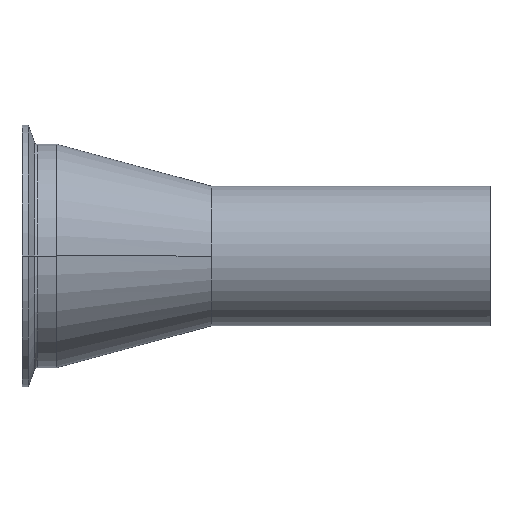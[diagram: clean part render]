
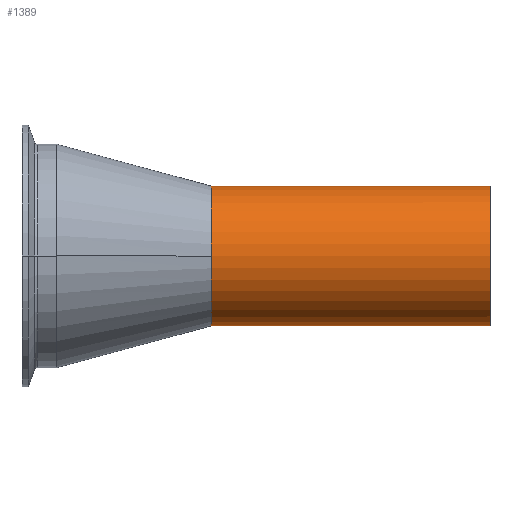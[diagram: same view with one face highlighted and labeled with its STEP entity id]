
A CAD part, left-side view. The second image highlights one B-rep face of the part: STEP entity #1389.
In plain terms, the highlighted cylindrical face has radius 31.75 mm (diameter 63.5 mm), a partial arc.
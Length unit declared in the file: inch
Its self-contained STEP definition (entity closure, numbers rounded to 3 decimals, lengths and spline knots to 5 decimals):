
#104 = FACE_OUTER_BOUND ( 'NONE', #1533, .T. ) ;
#124 = ORIENTED_EDGE ( 'NONE', *, *, #1416, .F. ) ;
#222 = CARTESIAN_POINT ( 'NONE',  ( 0., -4.99213, 1.25 ) ) ;
#263 = DIRECTION ( 'NONE',  ( 0., 1., 0. ) ) ;
#299 = AXIS2_PLACEMENT_3D ( 'NONE', #1751, #324, #1047 ) ;
#324 = DIRECTION ( 'NONE',  ( 0., 1., 0. ) ) ;
#353 = DIRECTION ( 'NONE',  ( 0., -1., 0. ) ) ;
#395 = CARTESIAN_POINT ( 'NONE',  ( 0., 0., 0. ) ) ;
#419 = ORIENTED_EDGE ( 'NONE', *, *, #857, .F. ) ;
#427 = CARTESIAN_POINT ( 'NONE',  ( 0., -4.99213, 1.25 ) ) ;
#529 = VECTOR ( 'NONE', #1711, 39.37008 ) ;
#549 = ORIENTED_EDGE ( 'NONE', *, *, #1719, .F. ) ;
#552 = VERTEX_POINT ( 'NONE', #1087 ) ;
#565 = ORIENTED_EDGE ( 'NONE', *, *, #608, .T. ) ;
#608 = EDGE_CURVE ( 'NONE', #1332, #1648, #1429, .T. ) ;
#688 = DIRECTION ( 'NONE',  ( 0., 0., 1. ) ) ;
#691 = CYLINDRICAL_SURFACE ( 'NONE', #853, 1.25 ) ;
#730 = VERTEX_POINT ( 'NONE', #1407 ) ;
#741 = CARTESIAN_POINT ( 'NONE',  ( 0., -4.99213, -1.25 ) ) ;
#791 = LINE ( 'NONE', #741, #1020 ) ;
#853 = AXIS2_PLACEMENT_3D ( 'NONE', #1098, #263, #688 ) ;
#857 = EDGE_CURVE ( 'NONE', #730, #552, #1137, .T. ) ;
#871 = CIRCLE ( 'NONE', #299, 1.25 ) ;
#898 = AXIS2_PLACEMENT_3D ( 'NONE', #395, #1370, #1676 ) ;
#972 = CIRCLE ( 'NONE', #1715, 1.25 ) ;
#1020 = VECTOR ( 'NONE', #1048, 39.37008 ) ;
#1047 = DIRECTION ( 'NONE',  ( 0., 0., 1. ) ) ;
#1048 = DIRECTION ( 'NONE',  ( 0., 1., 0. ) ) ;
#1087 = CARTESIAN_POINT ( 'NONE',  ( -1.24999, 0., -0.00393 ) ) ;
#1098 = CARTESIAN_POINT ( 'NONE',  ( 0., -4.99213, 0. ) ) ;
#1137 = CIRCLE ( 'NONE', #898, 1.25 ) ;
#1172 = CARTESIAN_POINT ( 'NONE',  ( 0., 0., 1.25 ) ) ;
#1301 = CARTESIAN_POINT ( 'NONE',  ( 0., -4.99213, -1.25 ) ) ;
#1323 = DIRECTION ( 'NONE',  ( 0., 0., -1. ) ) ;
#1332 = VERTEX_POINT ( 'NONE', #222 ) ;
#1370 = DIRECTION ( 'NONE',  ( 0., 1., 0. ) ) ;
#1389 = ADVANCED_FACE ( 'NONE', ( #104 ), #691, .T. ) ;
#1395 = ORIENTED_EDGE ( 'NONE', *, *, #1547, .F. ) ;
#1407 = CARTESIAN_POINT ( 'NONE',  ( 0., 0., -1.25 ) ) ;
#1416 = EDGE_CURVE ( 'NONE', #1594, #730, #791, .T. ) ;
#1429 = LINE ( 'NONE', #427, #529 ) ;
#1533 = EDGE_LOOP ( 'NONE', ( #124, #1395, #565, #549, #419 ) ) ;
#1547 = EDGE_CURVE ( 'NONE', #1332, #1594, #972, .T. ) ;
#1594 = VERTEX_POINT ( 'NONE', #1301 ) ;
#1605 = CARTESIAN_POINT ( 'NONE',  ( 0., -4.99213, 0. ) ) ;
#1648 = VERTEX_POINT ( 'NONE', #1172 ) ;
#1676 = DIRECTION ( 'NONE',  ( 0., 0., 1. ) ) ;
#1711 = DIRECTION ( 'NONE',  ( 0., 1., 0. ) ) ;
#1715 = AXIS2_PLACEMENT_3D ( 'NONE', #1605, #353, #1323 ) ;
#1719 = EDGE_CURVE ( 'NONE', #552, #1648, #871, .T. ) ;
#1751 = CARTESIAN_POINT ( 'NONE',  ( 0., 0., 0. ) ) ;
